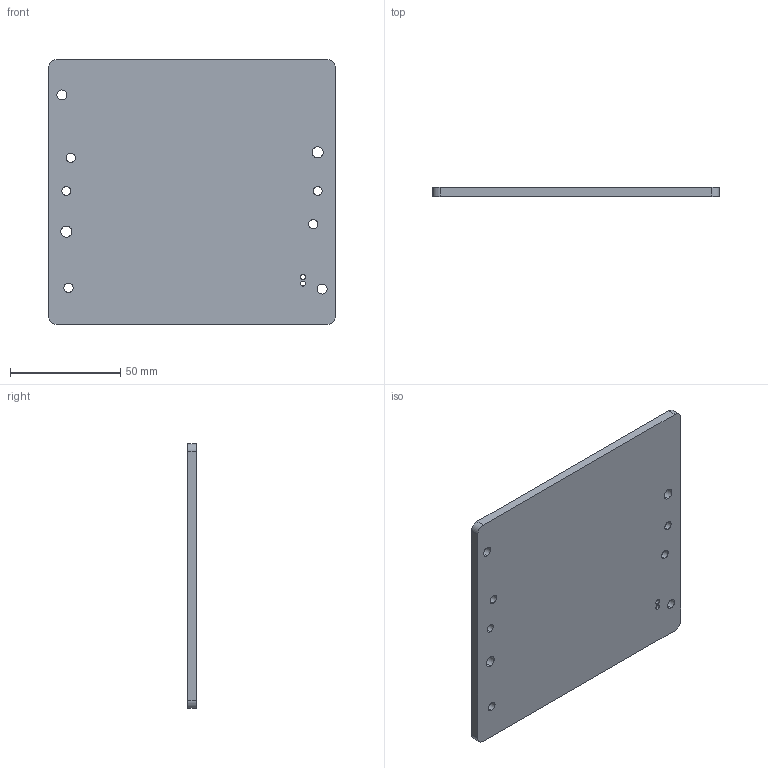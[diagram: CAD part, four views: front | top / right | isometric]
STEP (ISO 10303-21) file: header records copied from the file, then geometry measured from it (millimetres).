
FILE_DESCRIPTION (( 'STEP AP214' ), '1' );
FILE_NAME ('INGUN_41867.STEP', '2024-04-17T12:50:18', ( '' ), ( '' ), 'SwSTEP 2.0', 'SolidWorks 2021', '' );
FILE_SCHEMA (( 'AUTOMOTIVE_DESIGN' ));
Length unit declared in the file: millimetre
Products named in the file (1): INGUN_41867
Bounding box: 130 x 4 x 120 mm (x, y, z)
Volume: 61767.4 mm3; surface area: 33435.7 mm2
Topology: 1 solids, 1 shells, 100 faces, 276 edges, 184 vertices
Faces by surface type: plane 52, cylinder 48
Entity records: 3338 total; most frequent: DIRECTION 574, CARTESIAN_POINT 561, ORIENTED_EDGE 552, EDGE_CURVE 276, AXIS2_PLACEMENT_3D 197, VERTEX_POINT 184, VECTOR 180, LINE 180
